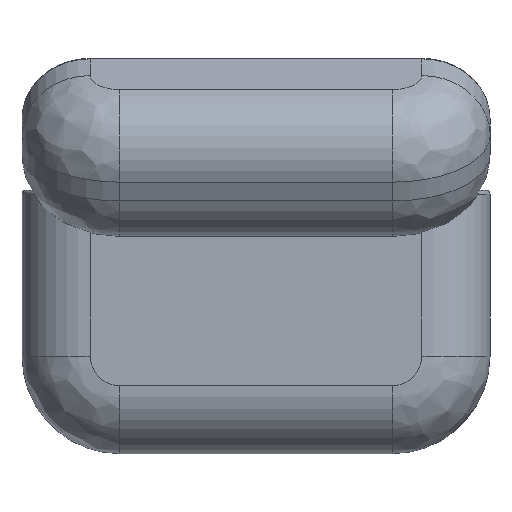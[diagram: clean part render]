
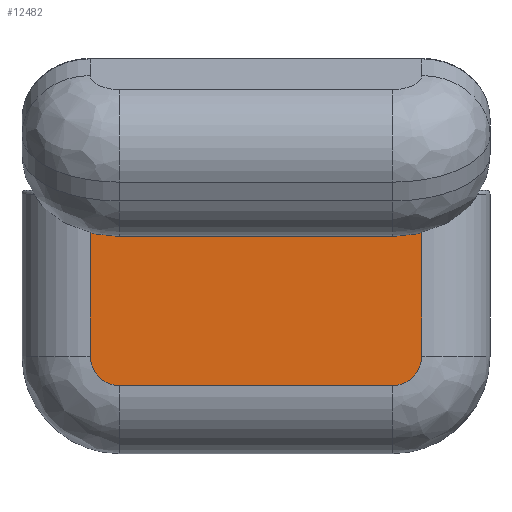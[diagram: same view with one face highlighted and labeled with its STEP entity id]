
A CAD part, front view. The second image highlights one B-rep face of the part: STEP entity #12482.
In plain terms, the highlighted planar face has unit normal (0, -1, 0).
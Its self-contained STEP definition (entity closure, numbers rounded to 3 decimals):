
#8022 = VERTEX_POINT('',#8023);
#8023 = CARTESIAN_POINT('',(-6.,-1.5,-1.765));
#8030 = EDGE_CURVE('',#8022,#8031,#8033,.T.);
#8031 = VERTEX_POINT('',#8032);
#8032 = CARTESIAN_POINT('',(-8.688,-1.5,-1.7));
#8033 = B_SPLINE_CURVE_WITH_KNOTS('',3,(#8034,#8035,#8036,#8037,#8038,
    #8039,#8040,#8041),.UNSPECIFIED.,.F.,.F.,(4,2,2,4),(0.,
    0.069,0.211,0.309),.UNSPECIFIED.);
#8034 = CARTESIAN_POINT('',(-6.,-1.5,-1.765));
#8035 = CARTESIAN_POINT('',(-6.229,-1.5,-1.758));
#8036 = CARTESIAN_POINT('',(-6.477,-1.5,-1.758));
#8037 = CARTESIAN_POINT('',(-7.177,-1.5,-1.765));
#8038 = CARTESIAN_POINT('',(-7.657,-1.5,-1.779));
#8039 = CARTESIAN_POINT('',(-8.29,-1.5,-1.764));
#8040 = CARTESIAN_POINT('',(-8.518,-1.5,-1.748));
#8041 = CARTESIAN_POINT('',(-8.688,-1.5,-1.7));
#8423 = VERTEX_POINT('',#8424);
#8424 = CARTESIAN_POINT('',(-3.312,-1.5,-1.7));
#8435 = EDGE_CURVE('',#8423,#8022,#8436,.T.);
#8436 = B_SPLINE_CURVE_WITH_KNOTS('',3,(#8437,#8438,#8439,#8440,#8441,
    #8442,#8443,#8444,#8445,#8446),.UNSPECIFIED.,.F.,.F.,(4,2,2,2,4),(
    0.491,0.517,0.721,0.944,
    1.013),.UNSPECIFIED.);
#8437 = CARTESIAN_POINT('',(-3.312,-1.5,-1.7));
#8438 = CARTESIAN_POINT('',(-3.345,-1.5,-1.709));
#8439 = CARTESIAN_POINT('',(-3.376,-1.5,-1.716));
#8440 = CARTESIAN_POINT('',(-3.59,-1.5,-1.76));
#8441 = CARTESIAN_POINT('',(-3.848,-1.5,-1.773));
#8442 = CARTESIAN_POINT('',(-4.631,-1.5,-1.774));
#8443 = CARTESIAN_POINT('',(-5.115,-1.5,-1.759));
#8444 = CARTESIAN_POINT('',(-5.714,-1.5,-1.759));
#8445 = CARTESIAN_POINT('',(-5.86,-1.5,-1.761));
#8446 = CARTESIAN_POINT('',(-6.,-1.5,-1.765));
#8768 = EDGE_CURVE('',#8423,#8769,#8771,.T.);
#8769 = VERTEX_POINT('',#8770);
#8770 = CARTESIAN_POINT('',(2.5,-1.5,-1.7));
#8771 = LINE('',#8772,#8773);
#8772 = CARTESIAN_POINT('',(-6.,-1.5,-1.7));
#8773 = VECTOR('',#8774,1.);
#8774 = DIRECTION('',(1.,0.,0.));
#8809 = VERTEX_POINT('',#8810);
#8810 = CARTESIAN_POINT('',(-14.5,-1.5,-1.7));
#8817 = EDGE_CURVE('',#8809,#8031,#8818,.T.);
#8818 = LINE('',#8819,#8820);
#8819 = CARTESIAN_POINT('',(-6.,-1.5,-1.7));
#8820 = VECTOR('',#8821,1.);
#8821 = DIRECTION('',(1.,0.,0.));
#12462 = EDGE_CURVE('',#8769,#12463,#12465,.T.);
#12463 = VERTEX_POINT('',#12464);
#12464 = CARTESIAN_POINT('',(2.5,-1.5,-10.));
#12465 = LINE('',#12466,#12467);
#12466 = CARTESIAN_POINT('',(2.5,-1.5,-2.125));
#12467 = VECTOR('',#12468,1.);
#12468 = DIRECTION('',(0.,0.,-1.));
#12482 = ADVANCED_FACE('',(#12483),#12522,.F.);
#12483 = FACE_BOUND('',#12484,.T.);
#12484 = EDGE_LOOP('',(#12485,#12486,#12487,#12495,#12504,#12512,#12519,
    #12520,#12521));
#12485 = ORIENTED_EDGE('',*,*,#8030,.T.);
#12486 = ORIENTED_EDGE('',*,*,#8817,.F.);
#12487 = ORIENTED_EDGE('',*,*,#12488,.F.);
#12488 = EDGE_CURVE('',#12489,#8809,#12491,.T.);
#12489 = VERTEX_POINT('',#12490);
#12490 = CARTESIAN_POINT('',(-14.5,-1.5,-10.));
#12491 = LINE('',#12492,#12493);
#12492 = CARTESIAN_POINT('',(-14.5,-1.5,-7.375));
#12493 = VECTOR('',#12494,1.);
#12494 = DIRECTION('',(0.,0.,1.));
#12495 = ORIENTED_EDGE('',*,*,#12496,.F.);
#12496 = EDGE_CURVE('',#12497,#12489,#12499,.T.);
#12497 = VERTEX_POINT('',#12498);
#12498 = CARTESIAN_POINT('',(-13.,-1.5,-11.5));
#12499 = CIRCLE('',#12500,1.5);
#12500 = AXIS2_PLACEMENT_3D('',#12501,#12502,#12503);
#12501 = CARTESIAN_POINT('',(-13.,-1.5,-10.));
#12502 = DIRECTION('',(0.,1.,0.));
#12503 = DIRECTION('',(-0.707,0.,-0.707));
#12504 = ORIENTED_EDGE('',*,*,#12505,.F.);
#12505 = EDGE_CURVE('',#12506,#12497,#12508,.T.);
#12506 = VERTEX_POINT('',#12507);
#12507 = CARTESIAN_POINT('',(1.,-1.5,-11.5));
#12508 = LINE('',#12509,#12510);
#12509 = CARTESIAN_POINT('',(-2.5,-1.5,-11.5));
#12510 = VECTOR('',#12511,1.);
#12511 = DIRECTION('',(-1.,0.,0.));
#12512 = ORIENTED_EDGE('',*,*,#12513,.F.);
#12513 = EDGE_CURVE('',#12463,#12506,#12514,.T.);
#12514 = CIRCLE('',#12515,1.5);
#12515 = AXIS2_PLACEMENT_3D('',#12516,#12517,#12518);
#12516 = CARTESIAN_POINT('',(1.,-1.5,-10.));
#12517 = DIRECTION('',(0.,1.,0.));
#12518 = DIRECTION('',(0.707,0.,-0.707));
#12519 = ORIENTED_EDGE('',*,*,#12462,.F.);
#12520 = ORIENTED_EDGE('',*,*,#8768,.F.);
#12521 = ORIENTED_EDGE('',*,*,#8435,.T.);
#12522 = PLANE('',#12523);
#12523 = AXIS2_PLACEMENT_3D('',#12524,#12525,#12526);
#12524 = CARTESIAN_POINT('',(-6.,-1.5,-4.75));
#12525 = DIRECTION('',(0.,1.,0.));
#12526 = DIRECTION('',(1.,0.,0.));
